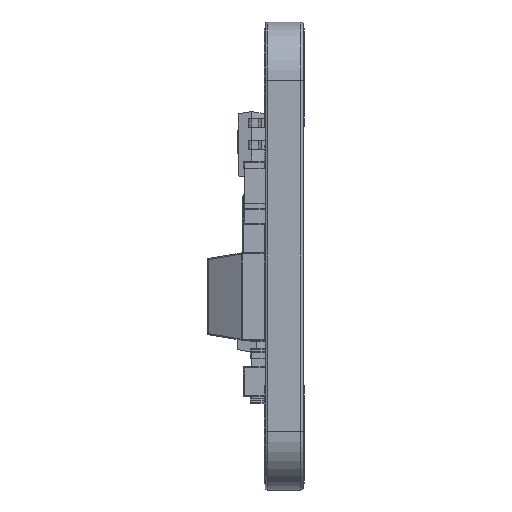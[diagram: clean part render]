
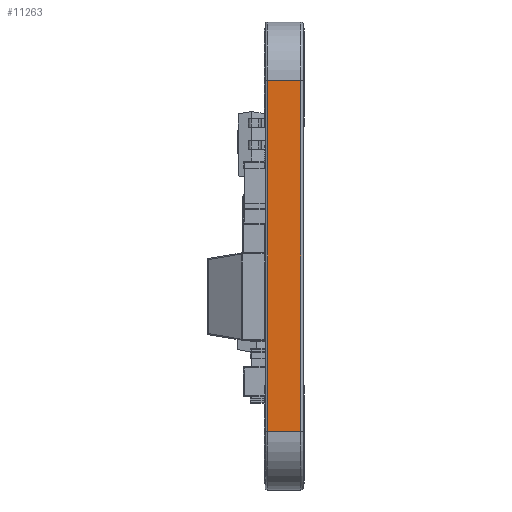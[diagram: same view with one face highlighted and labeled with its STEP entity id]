
A CAD part, left-side view. The second image highlights one B-rep face of the part: STEP entity #11263.
In plain terms, the highlighted planar face has unit normal (-1, 0, 0).
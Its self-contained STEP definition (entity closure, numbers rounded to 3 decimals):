
#2017=FACE_OUTER_BOUND('',#2813,.T.);
#2813=EDGE_LOOP('',(#9945,#9946,#9947,#9948));
#3883=LINE('',#18487,#4944);
#3884=LINE('',#18491,#4945);
#3885=LINE('',#18493,#4946);
#3886=LINE('',#18494,#4947);
#4944=VECTOR('',#15409,1.45);
#4945=VECTOR('',#15414,15.24);
#4946=VECTOR('',#15415,1.45);
#4947=VECTOR('',#15416,15.24);
#5892=VERTEX_POINT('',#18484);
#5893=VERTEX_POINT('',#18486);
#5894=VERTEX_POINT('',#18490);
#5895=VERTEX_POINT('',#18492);
#7257=EDGE_CURVE('',#5893,#5892,#3883,.T.);
#7259=EDGE_CURVE('',#5892,#5894,#3884,.T.);
#7260=EDGE_CURVE('',#5895,#5894,#3885,.T.);
#7261=EDGE_CURVE('',#5895,#5893,#3886,.F.);
#9945=ORIENTED_EDGE('',*,*,#7257,.T.);
#9946=ORIENTED_EDGE('',*,*,#7259,.T.);
#9947=ORIENTED_EDGE('',*,*,#7260,.F.);
#9948=ORIENTED_EDGE('',*,*,#7261,.T.);
#10626=PLANE('',#12385);
#11263=ADVANCED_FACE('',(#2017),#10626,.F.);
#12385=AXIS2_PLACEMENT_3D('',#18489,#15412,#15413);
#15409=DIRECTION('',(0.,-1.,0.));
#15412=DIRECTION('center_axis',(1.,0.,0.));
#15413=DIRECTION('ref_axis',(0.,0.,-1.));
#15414=DIRECTION('',(0.,0.,1.));
#15415=DIRECTION('',(0.,-1.,0.));
#15416=DIRECTION('',(0.,0.,1.));
#18484=CARTESIAN_POINT('',(0.,0.1,-17.78));
#18486=CARTESIAN_POINT('',(0.,1.55,-17.78));
#18487=CARTESIAN_POINT('',(0.,1.55,-17.78));
#18489=CARTESIAN_POINT('Origin',(0.,1.65,-2.54));
#18490=CARTESIAN_POINT('',(0.,0.1,-2.54));
#18491=CARTESIAN_POINT('',(0.,0.1,-17.78));
#18492=CARTESIAN_POINT('',(0.,1.55,-2.54));
#18493=CARTESIAN_POINT('',(0.,1.55,-2.54));
#18494=CARTESIAN_POINT('',(0.,1.55,-17.78));
